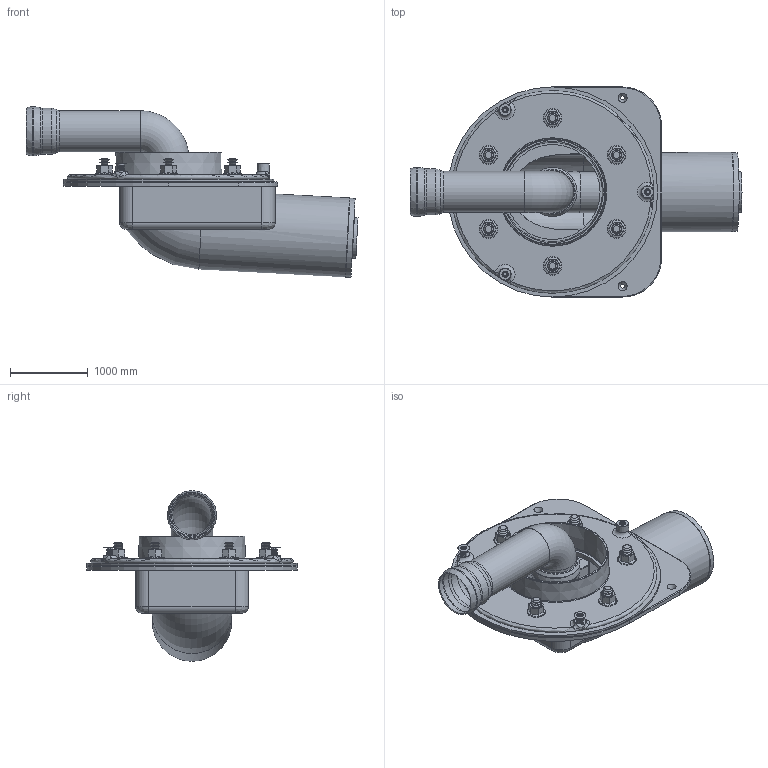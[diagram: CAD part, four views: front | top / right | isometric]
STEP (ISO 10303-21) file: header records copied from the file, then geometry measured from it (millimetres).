
FILE_DESCRIPTION(/* description */ (''),/* implementation_level */ '2;1');
FILE_NAME(/* name */ '13613.100X_3D.stp',/* time_stamp */ '2024-12-11T14:49:46+01:00',/* author */ ('CAD'),/* organization */ (''),/* preprocessor_version */ 'ST-DEVELOPER v20',/* originating_system */ 'AutoCAD Mechanical',/* authorisation */ '');
FILE_SCHEMA (('AUTOMOTIVE_DESIGN { 1 0 10303 214 3 1 1 }'));
Length unit declared in the file: centimetre
Products named in the file (4): Product; *S0; *U2; *U1
Assembly tree (8 placements, depth 3):
  Product
    *S0
    *U2
      *U1  x6
Bounding box: 4265.04 x 2700 x 2189.78 mm (x, y, z)
Volume: 1083973735.5 mm3; surface area: 74043918.6 mm2
Topology: 26 solids, 26 shells, 636 faces, 1393 edges, 825 vertices
Faces by surface type: cone 307, plane 132, cylinder 120, torus 51, bspline 26
Full cylindrical faces by diameter (mm): 70 x12, 80 x18, 133.198 x30, 160 x12, 500 x4, 530 x5, 558.788 x1, 560 x2, 578.049 x1, 590 x2, 600 x2, 630 x2, 980 x1, 1020 x1, 1220 x1, 1300 x1, 2700 x1
Entity records: 18612 total; most frequent: CARTESIAN_POINT 6286, DIRECTION 2788, ORIENTED_EDGE 2388, AXIS2_PLACEMENT_3D 1202, EDGE_CURVE 1194, VERTEX_POINT 732, CIRCLE 659, EDGE_LOOP 650
